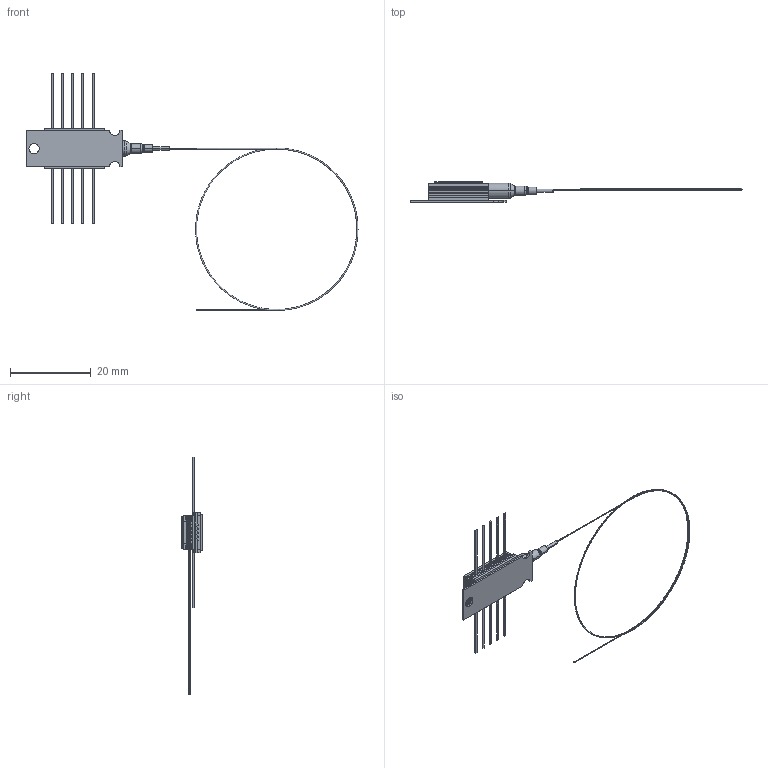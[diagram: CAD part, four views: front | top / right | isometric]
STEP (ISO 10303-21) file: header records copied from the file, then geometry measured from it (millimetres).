
FILE_DESCRIPTION (( 'STEP AP214' ), '1' );
FILE_NAME ('10pin assembly.STEP', '2017-11-29T17:10:01', ( '' ), ( '' ), 'SwSTEP 2.0', 'SolidWorks 2016', '' );
FILE_SCHEMA (( 'AUTOMOTIVE_DESIGN' ));
Length unit declared in the file: millimetre
Products named in the file (34): G09_P2105090_REAR PLATE; G09_P2105090_SPOUT; G09_P2105090_LEAD FRAME; Boot___; G09_P2105090_SEAL RING; G09_P2105090; G09_P2105090_CERAMIC; Part3^G09_P2105090; G09_P2105090_T7; Part2^G09_P2105090; G09_P2105090_T10; Part1^G09_P2105090; G09_P2105090_T9; G09_PA003464; G09_P2105090_T8; G09_pa006709d_asm; G09_P2105090_T6; G09_PA006709_A4_LENSFIBER_ASM; G09_P2105090_T5; G09_PA006709_HW_08_GLASS; G09_P2105090_T4; G09_PA006709_HW_07_RESIN; G09_P2105090_T3; G09_PA006709_HW_06_FERRULE; G09_P2105090_T2; G09_PA006709_HW_10_TUBE1; G09_P2105090_T1; G09_PA006709_HW_09_COREFIBER; G09_P2105090_BASE; G09_PA006709_STRAIGHTFIBERD_ASM; G09_PA006709_HW_02_STRAIGHTFIBERD; 10pin assembly; G09_PA006709_HW_01_FIBERCOILINGD; G09_P2105090_FRONT PLATE
Assembly tree (35 placements, depth 5):
  10pin assembly
    G09_P2105090
      G09_P2105090_BASE
      G09_P2105090_CERAMIC
        G09_P2105090_T1
        G09_P2105090_T2
        G09_P2105090_T3
        G09_P2105090_T4
        G09_P2105090_T5
        G09_P2105090_T6
        G09_P2105090_T8
        G09_P2105090_T9
        G09_P2105090_T10
        G09_P2105090_T7
      G09_P2105090_SEAL RING
      G09_P2105090_LEAD FRAME  x2
      G09_P2105090_SPOUT
      G09_P2105090_REAR PLATE
      G09_P2105090_FRONT PLATE
      G09_pa006709d_asm
        G09_PA006709_STRAIGHTFIBERD_ASM
          G09_PA006709_HW_01_FIBERCOILINGD
          G09_PA006709_HW_02_STRAIGHTFIBERD
        G09_PA006709_A4_LENSFIBER_ASM
          G09_PA006709_HW_09_COREFIBER
          G09_PA006709_HW_10_TUBE1
          G09_PA006709_HW_06_FERRULE
          G09_PA006709_HW_07_RESIN
          G09_PA006709_HW_08_GLASS
      G09_PA003464
      Part1^G09_P2105090
      Part2^G09_P2105090
      Part3^G09_P2105090
    G09_PA003464
    Boot___
Bounding box: 82.26 x 5 x 58.73 mm (x, y, z)
Volume: 532.1 mm3; surface area: 3746 mm2
Topology: 50 solids, 50 shells, 894 faces, 2323 edges, 1539 vertices
Faces by surface type: plane 716, cylinder 136, bspline 22, cone 20
Entity records: 28426 total; most frequent: CARTESIAN_POINT 5580, ORIENTED_EDGE 4478, DIRECTION 4288, EDGE_CURVE 2239, LINE 1890, VECTOR 1890, VERTEX_POINT 1483, AXIS2_PLACEMENT_3D 1199
